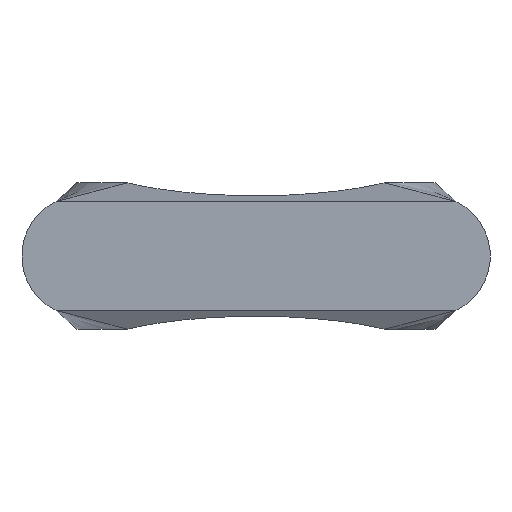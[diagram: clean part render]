
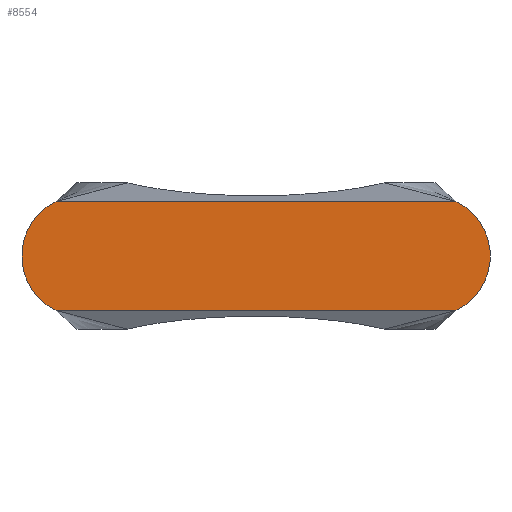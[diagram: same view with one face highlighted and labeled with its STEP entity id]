
A CAD part, front view. The second image highlights one B-rep face of the part: STEP entity #8554.
In plain terms, the highlighted planar face has unit normal (0, -1, 0).
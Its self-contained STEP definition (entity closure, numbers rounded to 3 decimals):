
#187 = AXIS2_PLACEMENT_3D ( 'NONE', #10061, #4622, #10959 ) ;
#495 = ORIENTED_EDGE ( 'NONE', *, *, #10949, .T. ) ;
#581 = DIRECTION ( 'NONE',  ( 0., -1., 0. ) ) ;
#660 = VERTEX_POINT ( 'NONE', #8071 ) ;
#996 = DIRECTION ( 'NONE',  ( 0., -1., 0. ) ) ;
#1208 = VERTEX_POINT ( 'NONE', #9957 ) ;
#1381 = ORIENTED_EDGE ( 'NONE', *, *, #6616, .T. ) ;
#1553 = PLANE ( 'NONE',  #187 ) ;
#1915 = VERTEX_POINT ( 'NONE', #7720 ) ;
#2177 = AXIS2_PLACEMENT_3D ( 'NONE', #6005, #581, #6927 ) ;
#3215 = AXIS2_PLACEMENT_3D ( 'NONE', #6421, #996, #7343 ) ;
#3413 = ORIENTED_EDGE ( 'NONE', *, *, #5226, .T. ) ;
#3596 = CIRCLE ( 'NONE', #2177, 12.332 ) ;
#4412 = VECTOR ( 'NONE', #5939, 1000. ) ;
#4584 = VECTOR ( 'NONE', #6852, 1000. ) ;
#4622 = DIRECTION ( 'NONE',  ( 0., -1., 0. ) ) ;
#5226 = EDGE_CURVE ( 'NONE', #660, #1208, #3596, .T. ) ;
#5380 = VERTEX_POINT ( 'NONE', #8093 ) ;
#5939 = DIRECTION ( 'NONE',  ( 1., 0., 0. ) ) ;
#5940 = CARTESIAN_POINT ( 'NONE',  ( 40.767, -23.787, 11.113 ) ) ;
#6005 = CARTESIAN_POINT ( 'NONE',  ( -35.42, -23.787, 0. ) ) ;
#6219 = EDGE_CURVE ( 'NONE', #5380, #1915, #10541, .T. ) ;
#6252 = ORIENTED_EDGE ( 'NONE', *, *, #6219, .T. ) ;
#6421 = CARTESIAN_POINT ( 'NONE',  ( 35.42, -23.787, 0. ) ) ;
#6616 = EDGE_CURVE ( 'NONE', #1915, #660, #6703, .T. ) ;
#6703 = LINE ( 'NONE', #5940, #4584 ) ;
#6852 = DIRECTION ( 'NONE',  ( -1., 0., 0. ) ) ;
#6900 = FACE_OUTER_BOUND ( 'NONE', #11519, .T. ) ;
#6927 = DIRECTION ( 'NONE',  ( 0., 0., -1. ) ) ;
#7343 = DIRECTION ( 'NONE',  ( 0., 0., -1. ) ) ;
#7720 = CARTESIAN_POINT ( 'NONE',  ( 40.767, -23.787, 11.113 ) ) ;
#8071 = CARTESIAN_POINT ( 'NONE',  ( -40.767, -23.787, 11.112 ) ) ;
#8093 = CARTESIAN_POINT ( 'NONE',  ( 40.767, -23.787, -11.112 ) ) ;
#8554 = ADVANCED_FACE ( 'NONE', ( #6900 ), #1553, .T. ) ;
#9289 = LINE ( 'NONE', #11376, #4412 ) ;
#9957 = CARTESIAN_POINT ( 'NONE',  ( -40.767, -23.787, -11.112 ) ) ;
#10061 = CARTESIAN_POINT ( 'NONE',  ( -35.42, -23.787, 0. ) ) ;
#10541 = CIRCLE ( 'NONE', #3215, 12.332 ) ;
#10949 = EDGE_CURVE ( 'NONE', #1208, #5380, #9289, .T. ) ;
#10959 = DIRECTION ( 'NONE',  ( 0., 0., -1. ) ) ;
#11376 = CARTESIAN_POINT ( 'NONE',  ( -40.767, -23.787, -11.112 ) ) ;
#11519 = EDGE_LOOP ( 'NONE', ( #3413, #495, #6252, #1381 ) ) ;
